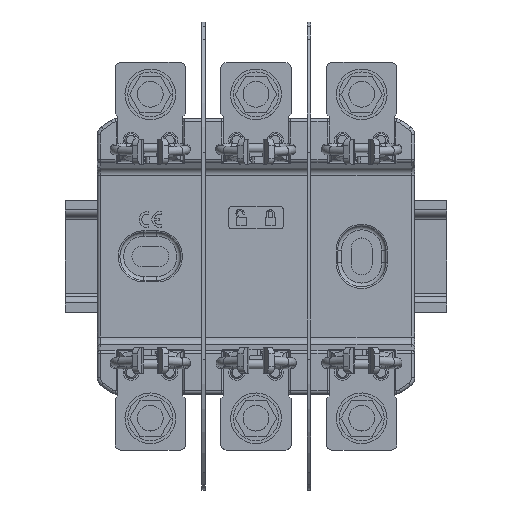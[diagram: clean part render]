
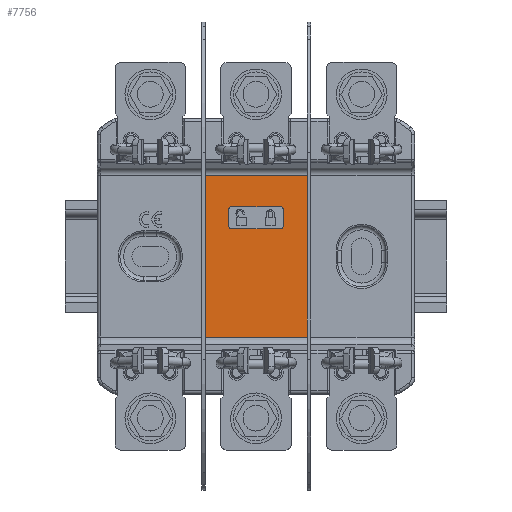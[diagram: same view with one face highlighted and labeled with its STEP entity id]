
A CAD part, top view. The second image highlights one B-rep face of the part: STEP entity #7756.
In plain terms, the highlighted planar face has unit normal (0, 0, 1).
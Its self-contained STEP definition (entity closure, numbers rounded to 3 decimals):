
#7756=ADVANCED_FACE('',(#11256,#11257),#9118,.T.);
#9118=PLANE('',#51527);
#10822=CIRCLE('',#51433,1.);
#10824=CIRCLE('',#51437,1.);
#10826=CIRCLE('',#51441,1.);
#10828=CIRCLE('',#51445,1.);
#11256=FACE_BOUND('',#14026,.T.);
#11257=FACE_BOUND('',#14027,.T.);
#14026=EDGE_LOOP('',(#27418,#27419,#27420,#27421));
#14027=EDGE_LOOP('',(#27422,#27423,#27424,#27425,#27426,#27427,#27428,#27429));
#27418=ORIENTED_EDGE('',*,*,#35950,.T.);
#27419=ORIENTED_EDGE('',*,*,#39683,.T.);
#27420=ORIENTED_EDGE('',*,*,#36097,.T.);
#27421=ORIENTED_EDGE('',*,*,#39684,.F.);
#27422=ORIENTED_EDGE('',*,*,#39549,.F.);
#27423=ORIENTED_EDGE('',*,*,#39553,.F.);
#27424=ORIENTED_EDGE('',*,*,#39556,.F.);
#27425=ORIENTED_EDGE('',*,*,#39559,.F.);
#27426=ORIENTED_EDGE('',*,*,#39562,.F.);
#27427=ORIENTED_EDGE('',*,*,#39565,.F.);
#27428=ORIENTED_EDGE('',*,*,#39568,.F.);
#27429=ORIENTED_EDGE('',*,*,#39570,.F.);
#30493=VERTEX_POINT('',#82386);
#30494=VERTEX_POINT('',#82388);
#30596=VERTEX_POINT('',#82677);
#30597=VERTEX_POINT('',#82678);
#32690=VERTEX_POINT('',#92066);
#32691=VERTEX_POINT('',#92068);
#32694=VERTEX_POINT('',#92075);
#32696=VERTEX_POINT('',#92081);
#32698=VERTEX_POINT('',#92087);
#32700=VERTEX_POINT('',#92093);
#32702=VERTEX_POINT('',#92099);
#32704=VERTEX_POINT('',#92105);
#35950=EDGE_CURVE('',#30494,#30493,#41176,.T.);
#36097=EDGE_CURVE('',#30596,#30597,#41274,.T.);
#39549=EDGE_CURVE('E4897',#32690,#32691,#43522,.T.);
#39553=EDGE_CURVE('E4894',#32694,#32690,#10822,.T.);
#39556=EDGE_CURVE('E4891',#32696,#32694,#43527,.T.);
#39559=EDGE_CURVE('E4888',#32698,#32696,#10824,.T.);
#39562=EDGE_CURVE('E4885',#32700,#32698,#43531,.T.);
#39565=EDGE_CURVE('E4882',#32702,#32700,#10826,.T.);
#39568=EDGE_CURVE('E4879',#32704,#32702,#43535,.T.);
#39570=EDGE_CURVE('E4876',#32691,#32704,#10828,.T.);
#39683=EDGE_CURVE('',#30493,#30596,#43630,.T.);
#39684=EDGE_CURVE('',#30494,#30597,#43631,.T.);
#41176=LINE('',#82387,#45029);
#41274=LINE('',#82676,#45127);
#43522=LINE('',#92067,#47375);
#43527=LINE('',#92082,#47380);
#43531=LINE('',#92094,#47384);
#43535=LINE('',#92106,#47388);
#43630=LINE('',#92350,#47483);
#43631=LINE('',#92352,#47484);
#45029=VECTOR('',#55795,1.);
#45127=VECTOR('',#56071,1.);
#47375=VECTOR('',#62951,1.);
#47380=VECTOR('',#62964,1.);
#47384=VECTOR('',#62976,1.);
#47388=VECTOR('',#62988,1.);
#47483=VECTOR('',#63237,1.);
#47484=VECTOR('',#63240,1.);
#51433=AXIS2_PLACEMENT_3D('',#92076,#62957,#62958);
#51437=AXIS2_PLACEMENT_3D('',#92088,#62969,#62970);
#51441=AXIS2_PLACEMENT_3D('',#92100,#62981,#62982);
#51445=AXIS2_PLACEMENT_3D('',#92109,#62992,#62993);
#51527=AXIS2_PLACEMENT_3D('',#92361,#63254,#63255);
#55795=DIRECTION('',(0.,1.,0.));
#56071=DIRECTION('',(0.,-1.,0.));
#62951=DIRECTION('',(0.,1.,0.));
#62957=DIRECTION('',(0.,0.,1.));
#62958=DIRECTION('',(1.,0.,0.));
#62964=DIRECTION('',(1.,0.,0.));
#62969=DIRECTION('',(0.,0.,1.));
#62970=DIRECTION('',(1.,0.,0.));
#62976=DIRECTION('',(0.,-1.,0.));
#62981=DIRECTION('',(0.,0.,1.));
#62982=DIRECTION('',(1.,0.,0.));
#62988=DIRECTION('',(-1.,0.,0.));
#62992=DIRECTION('',(0.,0.,1.));
#62993=DIRECTION('',(1.,0.,0.));
#63237=DIRECTION('',(-1.,0.,0.));
#63240=DIRECTION('',(-1.,0.,0.));
#63254=DIRECTION('',(0.,0.,1.));
#63255=DIRECTION('',(0.,1.,0.));
#82386=CARTESIAN_POINT('',(-65.862,127.19,16.));
#82387=CARTESIAN_POINT('',(-65.862,79.906,16.));
#82388=CARTESIAN_POINT('',(-65.862,76.85,16.));
#82676=CARTESIAN_POINT('',(-97.798,108.025,16.));
#82677=CARTESIAN_POINT('',(-97.798,127.19,16.));
#82678=CARTESIAN_POINT('',(-97.798,76.85,16.));
#92066=CARTESIAN_POINT('',(-73.434,111.57,16.));
#92067=CARTESIAN_POINT('',(-73.434,114.07,16.));
#92068=CARTESIAN_POINT('',(-73.434,116.57,16.));
#92075=CARTESIAN_POINT('',(-74.434,110.57,16.));
#92076=CARTESIAN_POINT('',(-74.434,111.57,16.));
#92081=CARTESIAN_POINT('',(-89.434,110.57,16.));
#92082=CARTESIAN_POINT('',(-81.934,110.57,16.));
#92087=CARTESIAN_POINT('',(-90.434,111.57,16.));
#92088=CARTESIAN_POINT('',(-89.434,111.57,16.));
#92093=CARTESIAN_POINT('',(-90.434,116.57,16.));
#92094=CARTESIAN_POINT('',(-90.434,114.07,16.));
#92099=CARTESIAN_POINT('',(-89.434,117.57,16.));
#92100=CARTESIAN_POINT('',(-89.434,116.57,16.));
#92105=CARTESIAN_POINT('',(-74.434,117.57,16.));
#92106=CARTESIAN_POINT('',(-81.934,117.57,16.));
#92109=CARTESIAN_POINT('',(-74.434,116.57,16.));
#92350=CARTESIAN_POINT('',(-32.434,127.19,16.));
#92352=CARTESIAN_POINT('',(-32.434,76.85,16.));
#92361=CARTESIAN_POINT('',(-26.484,46.857,16.));
